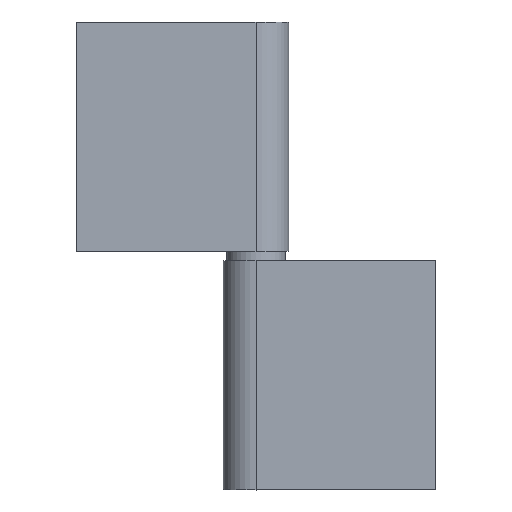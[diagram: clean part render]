
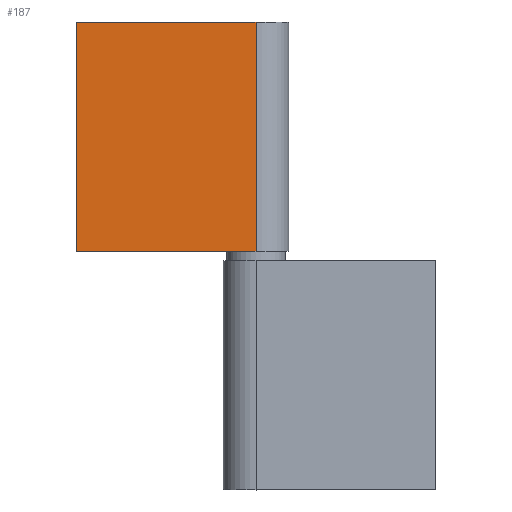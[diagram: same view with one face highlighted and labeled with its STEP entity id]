
A CAD part, top view. The second image highlights one B-rep face of the part: STEP entity #187.
In plain terms, the highlighted planar face has unit normal (0, 0, 1).
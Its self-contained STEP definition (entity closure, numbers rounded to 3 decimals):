
#158 = EDGE_CURVE ( 'NONE', #272, #163, #338, .T. ) ;
#163 = VERTEX_POINT ( 'NONE', #382 ) ;
#175 = ORIENTED_EDGE ( 'NONE', *, *, #214, .F. ) ;
#186 = ORIENTED_EDGE ( 'NONE', *, *, #158, .T. ) ;
#187 = ADVANCED_FACE ( 'NONE', ( #407 ), #402, .F. ) ;
#203 = ORIENTED_EDGE ( 'NONE', *, *, #307, .F. ) ;
#211 = ORIENTED_EDGE ( 'NONE', *, *, #266, .T. ) ;
#214 = EDGE_CURVE ( 'NONE', #316, #163, #431, .T. ) ;
#215 = EDGE_LOOP ( 'NONE', ( #186, #175, #203, #211 ) ) ;
#266 = EDGE_CURVE ( 'NONE', #334, #272, #546, .T. ) ;
#272 = VERTEX_POINT ( 'NONE', #535 ) ;
#307 = EDGE_CURVE ( 'NONE', #334, #316, #610, .T. ) ;
#316 = VERTEX_POINT ( 'NONE', #595 ) ;
#334 = VERTEX_POINT ( 'NONE', #622 ) ;
#338 = LINE ( 'NONE', #342, #341 ) ;
#340 = DIRECTION ( 'NONE',  ( 1., 0., 0. ) ) ;
#341 = VECTOR ( 'NONE', #340, 1000. ) ;
#342 = CARTESIAN_POINT ( 'NONE',  ( 0., 0., 10.5 ) ) ;
#382 = CARTESIAN_POINT ( 'NONE',  ( 58., 0., 10.5 ) ) ;
#398 = DIRECTION ( 'NONE',  ( -1., 0., 0. ) ) ;
#399 = DIRECTION ( 'NONE',  ( 0., 0., -1. ) ) ;
#400 = CARTESIAN_POINT ( 'NONE',  ( 0., 74., 10.5 ) ) ;
#401 = AXIS2_PLACEMENT_3D ( 'NONE', #400, #399, #398 ) ;
#402 = PLANE ( 'NONE',  #401 ) ;
#407 = FACE_OUTER_BOUND ( 'NONE', #215, .T. ) ;
#431 = LINE ( 'NONE', #468, #438 ) ;
#437 = DIRECTION ( 'NONE',  ( 0., -1., 0. ) ) ;
#438 = VECTOR ( 'NONE', #437, 1000. ) ;
#468 = CARTESIAN_POINT ( 'NONE',  ( 58., 74., 10.5 ) ) ;
#535 = CARTESIAN_POINT ( 'NONE',  ( 0., 0., 10.5 ) ) ;
#543 = DIRECTION ( 'NONE',  ( 0., -1., 0. ) ) ;
#544 = VECTOR ( 'NONE', #543, 1000. ) ;
#545 = CARTESIAN_POINT ( 'NONE',  ( 0., 74., 10.5 ) ) ;
#546 = LINE ( 'NONE', #545, #544 ) ;
#595 = CARTESIAN_POINT ( 'NONE',  ( 58., 74., 10.5 ) ) ;
#607 = DIRECTION ( 'NONE',  ( 1., 0., 0. ) ) ;
#608 = VECTOR ( 'NONE', #607, 1000. ) ;
#609 = CARTESIAN_POINT ( 'NONE',  ( 0., 74., 10.5 ) ) ;
#610 = LINE ( 'NONE', #609, #608 ) ;
#622 = CARTESIAN_POINT ( 'NONE',  ( 0., 74., 10.5 ) ) ;
